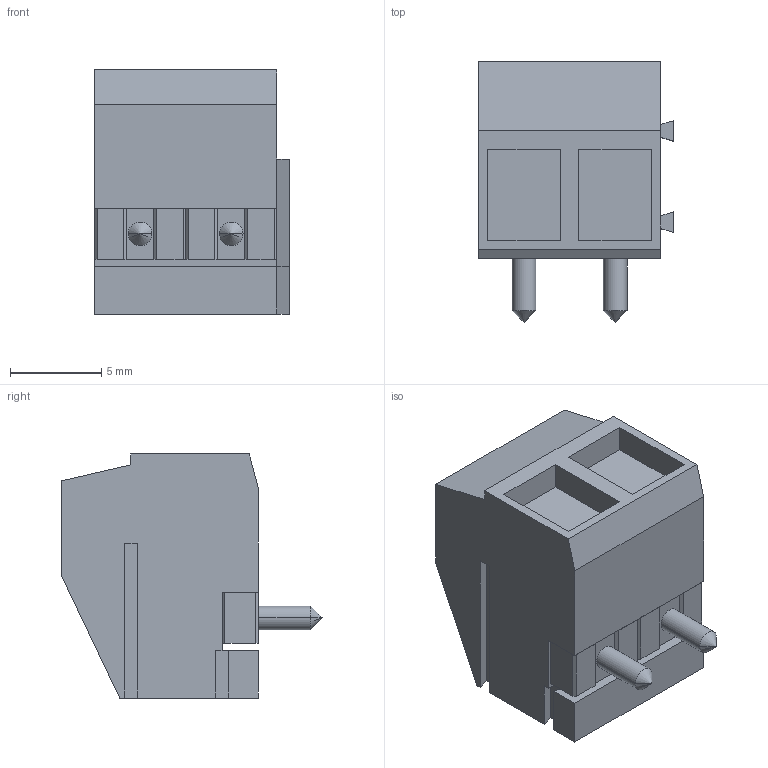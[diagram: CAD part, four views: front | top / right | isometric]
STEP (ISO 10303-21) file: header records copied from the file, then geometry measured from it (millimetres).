
FILE_DESCRIPTION (( 'STEP AP214' ), '1' );
FILE_NAME ('Borna - DG332K-5.0-02P-00A.stp', '2021-11-08T09:33:55', ( '' ), ( '' ), 'SwSTEP 2.0', 'SolidWorks 2020', '' );
FILE_SCHEMA (( 'AUTOMOTIVE_DESIGN' ));
Length unit declared in the file: millimetre
Products named in the file (3): Borna - DG332K-5.0-02P-00A.stp; conector - DG332J-5.0.step; Borna - DG332K-5.0-02P-00A
Assembly tree (2 placements, depth 2):
  Borna - DG332K-5.0-02P-00A
    conector - DG332J-5.0.step
    Borna - DG332K-5.0-02P-00A.stp
Bounding box: 10.7 x 14.3 x 13.4 mm (x, y, z)
Volume: 1069.4 mm3; surface area: 1393.9 mm2
Topology: 2 solids, 2 shells, 529 faces, 1463 edges, 963 vertices
Faces by surface type: plane 409, cylinder 80, cone 20, bspline 16, torus 4
Entity records: 22247 total; most frequent: CARTESIAN_POINT 8706, ORIENTED_EDGE 2910, DIRECTION 2445, EDGE_CURVE 1455, VECTOR 1217, LINE 1217, VERTEX_POINT 963, AXIS2_PLACEMENT_3D 614
